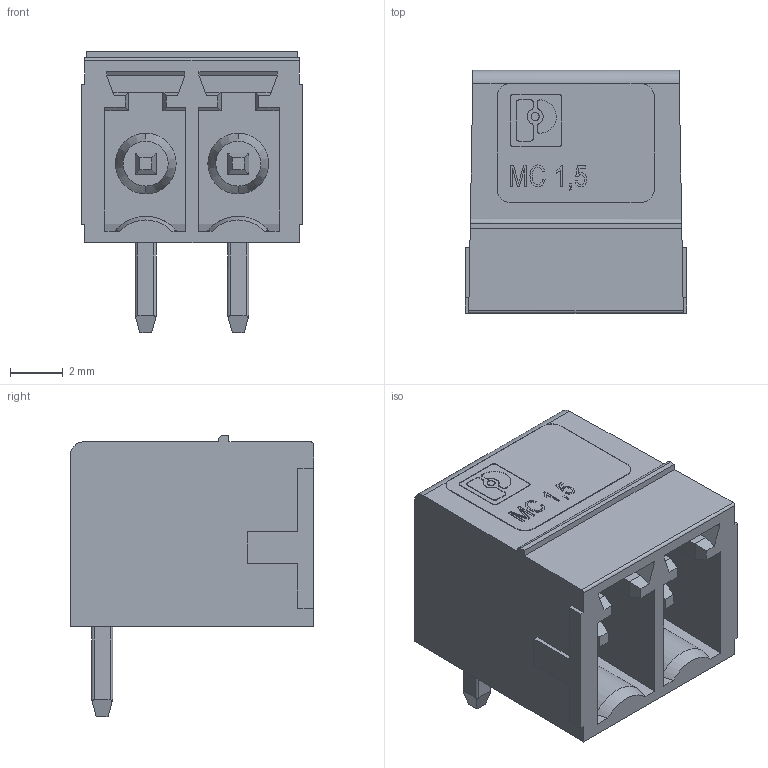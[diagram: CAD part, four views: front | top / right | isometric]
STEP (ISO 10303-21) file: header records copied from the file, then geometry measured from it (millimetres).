
FILE_DESCRIPTION(('Creo Elements/Direct Modeling STEP Export'),'2;1');
FILE_NAME('model.stp','2020-06-19T 6:39:39',(''),(''),'Creo Elements/Direct Modeling STEP processor for AP214 (Solid Model)','Creo Elements/Direct Modeling 20.1A 29-Sep-2018 (C) Parametric Technology GmbH','');
FILE_SCHEMA(('AUTOMOTIVE_DESIGN { 1 0 10303 214 1 1 1 1 }'));
Length unit declared in the file: millimetre
Products named in the file (3): LP_MC_1_5_G_3_5.6; AT_MC_1_5_G_3_5; MC_1_5_2_G_3_50
Assembly tree (3 placements, depth 2):
  MC_1_5_2_G_3_50
    LP_MC_1_5_G_3_5.6  x2
    AT_MC_1_5_G_3_5
Bounding box: 8.4 x 9.2 x 10.65 mm (x, y, z)
Volume: 294.6 mm3; surface area: 828.1 mm2
Topology: 3 solids, 3 shells, 347 faces, 970 edges, 640 vertices
Faces by surface type: plane 281, cylinder 33, extrusion 19, torus 8, cone 6
Entity records: 13264 total; most frequent: CARTESIAN_POINT 2498, ORIENTED_EDGE 1788, DIRECTION 1522, EDGE_CURVE 894, VECTOR 792, LINE 773, VERTEX_POINT 592, AXIS2_PLACEMENT_3D 365
